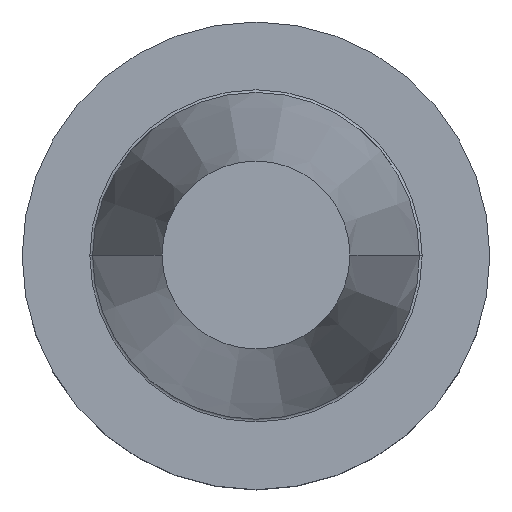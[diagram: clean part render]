
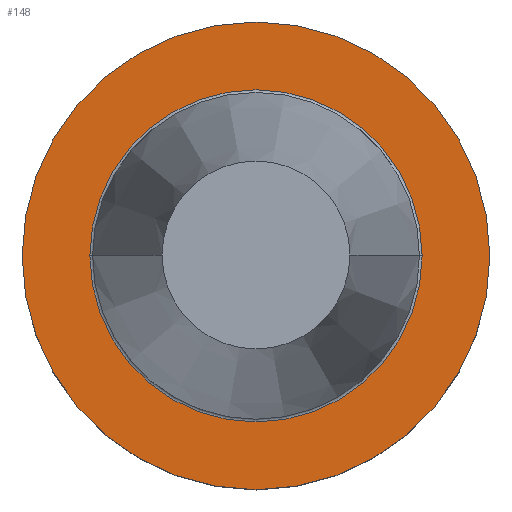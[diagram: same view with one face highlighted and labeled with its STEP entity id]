
A CAD part, top view. The second image highlights one B-rep face of the part: STEP entity #148.
In plain terms, the highlighted planar face has unit normal (0, 0, 1).
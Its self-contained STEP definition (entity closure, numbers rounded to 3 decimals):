
#77=PLANE('',#1131);
#104=FACE_BOUND('',#291,.T.);
#105=FACE_BOUND('',#292,.T.);
#148=ADVANCED_FACE('',(#104,#105),#77,.F.);
#291=EDGE_LOOP('',(#469));
#292=EDGE_LOOP('',(#470,#471));
#351=CIRCLE('',#1096,35.5);
#371=CIRCLE('',#1128,49.979);
#372=CIRCLE('',#1130,35.5);
#469=ORIENTED_EDGE('',*,*,#835,.F.);
#470=ORIENTED_EDGE('',*,*,#836,.T.);
#471=ORIENTED_EDGE('',*,*,#805,.T.);
#704=VERTEX_POINT('',#1542);
#705=VERTEX_POINT('',#1543);
#722=VERTEX_POINT('',#1601);
#805=EDGE_CURVE('',#704,#705,#351,.T.);
#835=EDGE_CURVE('',#722,#722,#371,.T.);
#836=EDGE_CURVE('',#705,#704,#372,.T.);
#1096=AXIS2_PLACEMENT_3D('',#1541,#1251,#1252);
#1128=AXIS2_PLACEMENT_3D('',#1602,#1325,#1326);
#1130=AXIS2_PLACEMENT_3D('',#1604,#1329,#1330);
#1131=AXIS2_PLACEMENT_3D('',#1605,#1331,#1332);
#1251=DIRECTION('',(0.,0.,-1.));
#1252=DIRECTION('',(-1.,0.,0.));
#1325=DIRECTION('',(0.,0.,-1.));
#1326=DIRECTION('',(-1.,0.,0.));
#1329=DIRECTION('',(0.,0.,-1.));
#1330=DIRECTION('',(-1.,0.,0.));
#1331=DIRECTION('',(0.,0.,-1.));
#1332=DIRECTION('',(1.,0.,0.));
#1541=CARTESIAN_POINT('',(0.,0.,-3.));
#1542=CARTESIAN_POINT('',(35.5,0.,-3.));
#1543=CARTESIAN_POINT('',(-35.5,0.,-3.));
#1601=CARTESIAN_POINT('',(-49.979,0.,-3.));
#1602=CARTESIAN_POINT('',(0.,0.,-3.));
#1604=CARTESIAN_POINT('',(0.,0.,-3.));
#1605=CARTESIAN_POINT('',(0.,35.5,-3.));
